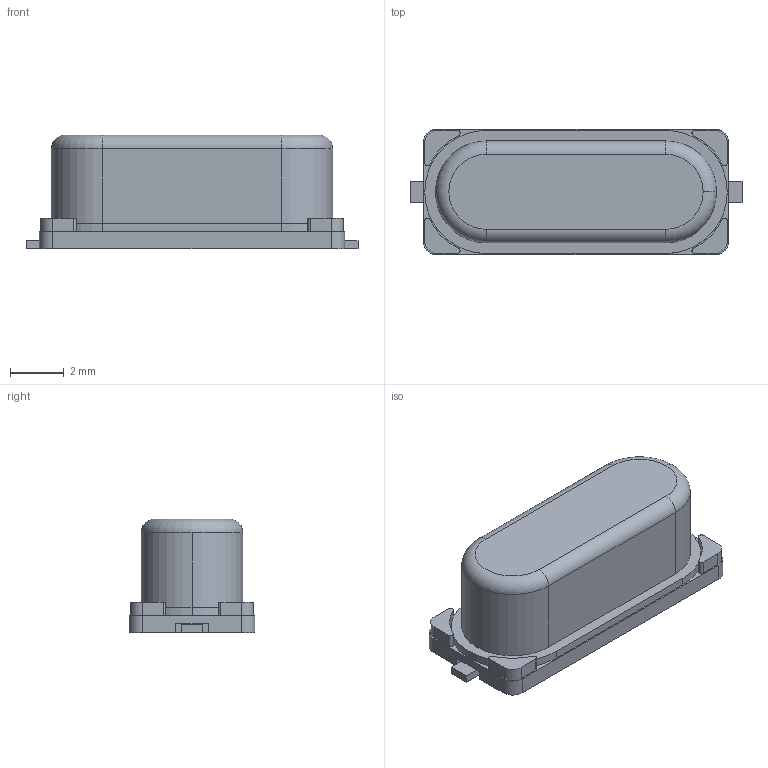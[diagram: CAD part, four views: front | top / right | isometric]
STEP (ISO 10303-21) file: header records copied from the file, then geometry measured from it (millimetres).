
FILE_DESCRIPTION (( 'STEP AP214' ), '1' );
FILE_NAME ('CRYSTAL-SMD_L11.4-W4.7-LS12.4.STEP', '2021-11-23T01:31:17', ( '微软用户' ), ( '微软中国' ), 'SwSTEP 2.0', 'SolidWorks 2017', '' );
FILE_SCHEMA (( 'AUTOMOTIVE_DESIGN' ));
Length unit declared in the file: millimetre
Products named in the file (1): CRYSTAL-SMD_L11.4-W4.7-LS12.4
Bounding box: 12.4 x 4.7 x 4.24 mm (x, y, z)
Volume: 168.8 mm3; surface area: 247.2 mm2
Topology: 1 solids, 1 shells, 144 faces, 377 edges, 250 vertices
Faces by surface type: plane 95, cylinder 32, bspline 14, torus 3
Entity records: 6085 total; most frequent: CARTESIAN_POINT 1582, ORIENTED_EDGE 754, DIRECTION 672, EDGE_CURVE 377, VECTOR 280, LINE 280, VERTEX_POINT 250, AXIS2_PLACEMENT_3D 196
